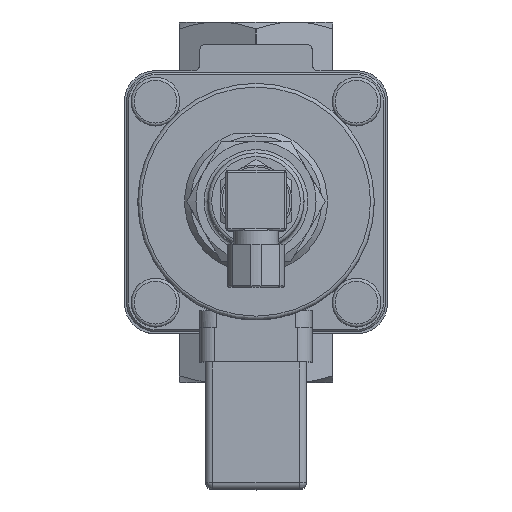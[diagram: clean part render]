
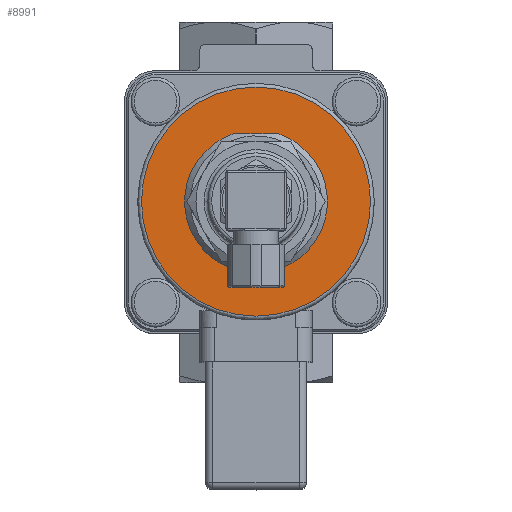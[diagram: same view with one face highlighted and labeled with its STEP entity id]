
A CAD part, top view. The second image highlights one B-rep face of the part: STEP entity #8991.
In plain terms, the highlighted planar face has unit normal (0, 0, 1).
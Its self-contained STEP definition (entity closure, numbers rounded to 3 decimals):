
#366=LINE('',#14150,#918);
#369=LINE('',#14161,#921);
#918=VECTOR('',#11108,12.166);
#921=VECTOR('',#11113,12.166);
#1592=PLANE('',#9696);
#1982=FACE_BOUND('',#2801,.T.);
#2192=FACE_OUTER_BOUND('',#2800,.T.);
#2800=EDGE_LOOP('',(#6634));
#2801=EDGE_LOOP('',(#6635,#6636,#6637,#6638));
#3418=CIRCLE('',#9691,19.);
#3420=CIRCLE('',#9695,19.);
#3421=CIRCLE('',#9697,30.5);
#3965=VERTEX_POINT('',#14142);
#3967=VERTEX_POINT('',#14148);
#3969=VERTEX_POINT('',#14153);
#3971=VERTEX_POINT('',#14159);
#3972=VERTEX_POINT('',#14170);
#4956=EDGE_CURVE('',#3965,#3967,#366,.T.);
#4960=EDGE_CURVE('',#3969,#3971,#369,.T.);
#4962=EDGE_CURVE('',#3967,#3969,#3418,.T.);
#4964=EDGE_CURVE('',#3971,#3965,#3420,.T.);
#4965=EDGE_CURVE('',#3972,#3972,#3421,.T.);
#6634=ORIENTED_EDGE('',*,*,#4965,.F.);
#6635=ORIENTED_EDGE('',*,*,#4960,.T.);
#6636=ORIENTED_EDGE('',*,*,#4964,.T.);
#6637=ORIENTED_EDGE('',*,*,#4956,.T.);
#6638=ORIENTED_EDGE('',*,*,#4962,.T.);
#8991=ADVANCED_FACE('',(#2192,#1982),#1592,.T.);
#9691=AXIS2_PLACEMENT_3D('',#14164,#11118,#11119);
#9695=AXIS2_PLACEMENT_3D('',#14168,#11126,#11127);
#9696=AXIS2_PLACEMENT_3D('',#14169,#11128,#11129);
#9697=AXIS2_PLACEMENT_3D('',#14171,#11130,#11131);
#11108=DIRECTION('',(-1.,0.,0.));
#11113=DIRECTION('',(1.,0.,0.));
#11118=DIRECTION('center_axis',(0.,0.,
-1.));
#11119=DIRECTION('ref_axis',(1.,0.,0.));
#11126=DIRECTION('center_axis',(0.,0.,
-1.));
#11127=DIRECTION('ref_axis',(1.,0.,0.));
#11128=DIRECTION('center_axis',(0.,0.,
1.));
#11129=DIRECTION('ref_axis',(-1.,0.,0.));
#11130=DIRECTION('center_axis',(0.,0.,
-1.));
#11131=DIRECTION('ref_axis',(0.,-1.,0.));
#14142=CARTESIAN_POINT('',(6.083,-18.,119.7));
#14148=CARTESIAN_POINT('',(-6.083,-18.,119.7));
#14150=CARTESIAN_POINT('',(-9.987,-18.,119.7));
#14153=CARTESIAN_POINT('',(-6.083,18.,119.7));
#14159=CARTESIAN_POINT('',(6.083,18.,119.7));
#14161=CARTESIAN_POINT('',(9.987,18.,119.7));
#14164=CARTESIAN_POINT('Origin',(0.,0.,
119.7));
#14168=CARTESIAN_POINT('Origin',(0.,0.,
119.7));
#14169=CARTESIAN_POINT('Origin',(0.,-22.25,
119.7));
#14170=CARTESIAN_POINT('',(0.,-30.5,119.7));
#14171=CARTESIAN_POINT('Origin',(0.,0.,
119.7));
